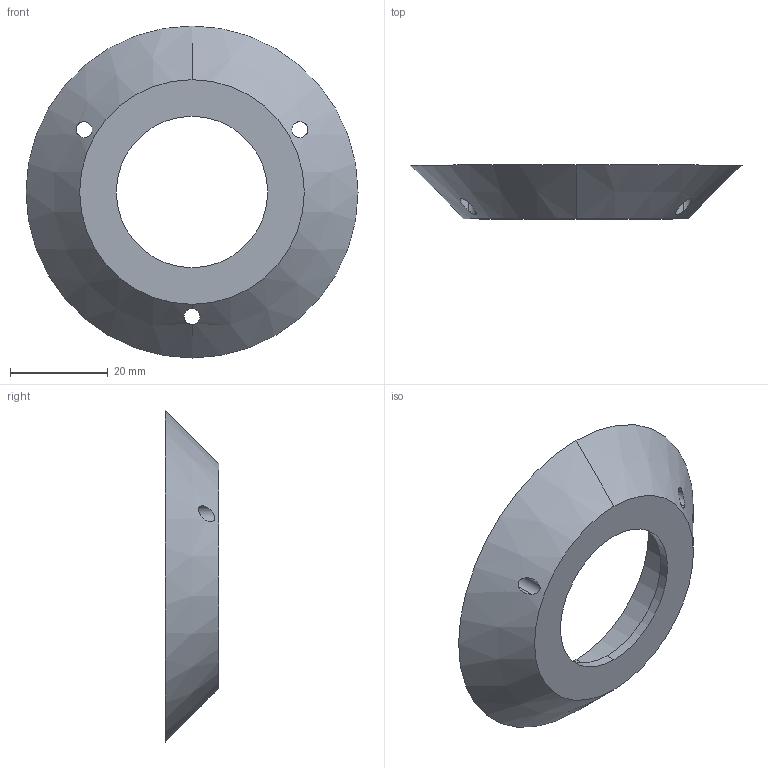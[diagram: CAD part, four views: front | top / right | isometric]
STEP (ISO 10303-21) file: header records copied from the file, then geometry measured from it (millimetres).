
FILE_DESCRIPTION (( 'STEP AP214' ), '1' );
FILE_NAME ('ALTIV2_POC_E_002.STEP', '2020-11-20T11:04:47', ( '' ), ( '' ), 'SwSTEP 2.0', 'SolidWorks 2020', '' );
FILE_SCHEMA (( 'AUTOMOTIVE_DESIGN' ));
Length unit declared in the file: millimetre
Products named in the file (1): ALTIV2_POC_E_002
Bounding box: 68 x 11 x 68 mm (x, y, z)
Volume: 14221.6 mm3; surface area: 8153.6 mm2
Topology: 1 solids, 1 shells, 15 faces, 37 edges, 24 vertices
Faces by surface type: cylinder 10, plane 3, cone 2
Entity records: 707 total; most frequent: CARTESIAN_POINT 227, DIRECTION 81, ORIENTED_EDGE 74, EDGE_CURVE 37, AXIS2_PLACEMENT_3D 34, VERTEX_POINT 24, EDGE_LOOP 23, CIRCLE 18
